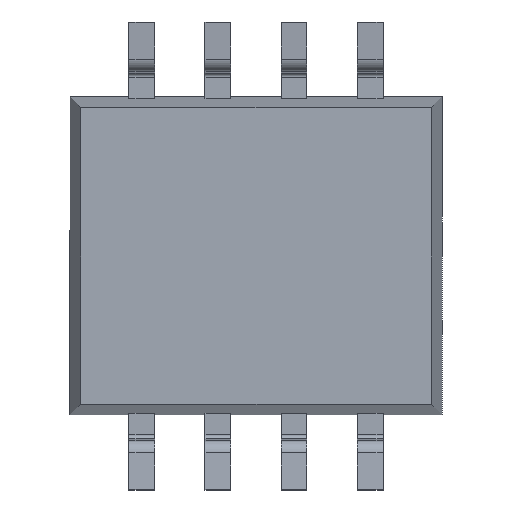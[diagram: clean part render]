
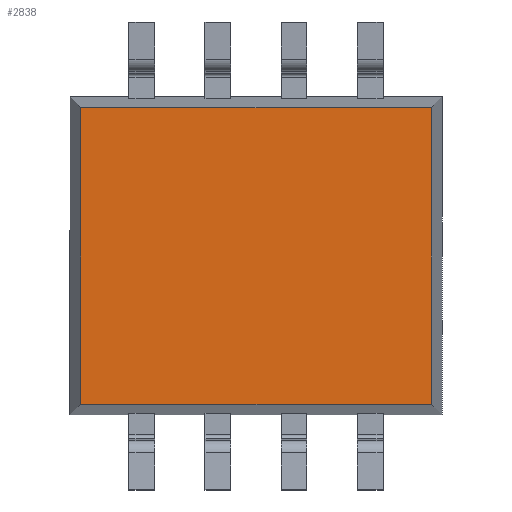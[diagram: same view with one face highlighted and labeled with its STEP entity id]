
A CAD part, front view. The second image highlights one B-rep face of the part: STEP entity #2838.
In plain terms, the highlighted planar face has unit normal (0, -1, 0).
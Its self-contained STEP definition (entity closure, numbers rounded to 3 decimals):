
#219 = ORIENTED_EDGE ( 'NONE', *, *, #837, .T. ) ;
#263 = VECTOR ( 'NONE', #726, 1000. ) ;
#377 = CARTESIAN_POINT ( 'NONE',  ( 2.924, 0.15, 2.474 ) ) ;
#451 = DIRECTION ( 'NONE',  ( 0., -1., 0. ) ) ;
#509 = VERTEX_POINT ( 'NONE', #2061 ) ;
#687 = CARTESIAN_POINT ( 'NONE',  ( -2.924, 0.15, 2.65 ) ) ;
#726 = DIRECTION ( 'NONE',  ( -1., 0., 0. ) ) ;
#779 = CARTESIAN_POINT ( 'NONE',  ( -2.924, 0.15, 2.474 ) ) ;
#837 = EDGE_CURVE ( 'NONE', #509, #3563, #2326, .T. ) ;
#923 = ORIENTED_EDGE ( 'NONE', *, *, #2808, .T. ) ;
#930 = FACE_OUTER_BOUND ( 'NONE', #1989, .T. ) ;
#1032 = VERTEX_POINT ( 'NONE', #377 ) ;
#1135 = VECTOR ( 'NONE', #2050, 1000. ) ;
#1156 = ORIENTED_EDGE ( 'NONE', *, *, #3534, .T. ) ;
#1377 = LINE ( 'NONE', #687, #3037 ) ;
#1590 = AXIS2_PLACEMENT_3D ( 'NONE', #3660, #451, #3031 ) ;
#1989 = EDGE_LOOP ( 'NONE', ( #219, #923, #1156, #3787 ) ) ;
#2050 = DIRECTION ( 'NONE',  ( 0., 0., 1. ) ) ;
#2061 = CARTESIAN_POINT ( 'NONE',  ( -2.924, 0.15, -2.474 ) ) ;
#2125 = VECTOR ( 'NONE', #3254, 1000. ) ;
#2324 = LINE ( 'NONE', #2378, #1135 ) ;
#2326 = LINE ( 'NONE', #2898, #2125 ) ;
#2378 = CARTESIAN_POINT ( 'NONE',  ( 2.924, 0.15, -2.65 ) ) ;
#2407 = PLANE ( 'NONE',  #1590 ) ;
#2590 = VERTEX_POINT ( 'NONE', #779 ) ;
#2675 = CARTESIAN_POINT ( 'NONE',  ( 3.1, 0.15, 2.474 ) ) ;
#2808 = EDGE_CURVE ( 'NONE', #3563, #1032, #2324, .T. ) ;
#2838 = ADVANCED_FACE ( 'NONE', ( #930 ), #2407, .T. ) ;
#2898 = CARTESIAN_POINT ( 'NONE',  ( -3.1, 0.15, -2.474 ) ) ;
#2974 = DIRECTION ( 'NONE',  ( 0., 0., -1. ) ) ;
#3031 = DIRECTION ( 'NONE',  ( 0., 0., -1. ) ) ;
#3037 = VECTOR ( 'NONE', #2974, 1000. ) ;
#3254 = DIRECTION ( 'NONE',  ( 1., 0., 0. ) ) ;
#3534 = EDGE_CURVE ( 'NONE', #1032, #2590, #3744, .T. ) ;
#3563 = VERTEX_POINT ( 'NONE', #3969 ) ;
#3610 = EDGE_CURVE ( 'NONE', #2590, #509, #1377, .T. ) ;
#3660 = CARTESIAN_POINT ( 'NONE',  ( 0., 0.15, 0. ) ) ;
#3744 = LINE ( 'NONE', #2675, #263 ) ;
#3787 = ORIENTED_EDGE ( 'NONE', *, *, #3610, .T. ) ;
#3969 = CARTESIAN_POINT ( 'NONE',  ( 2.924, 0.15, -2.474 ) ) ;
